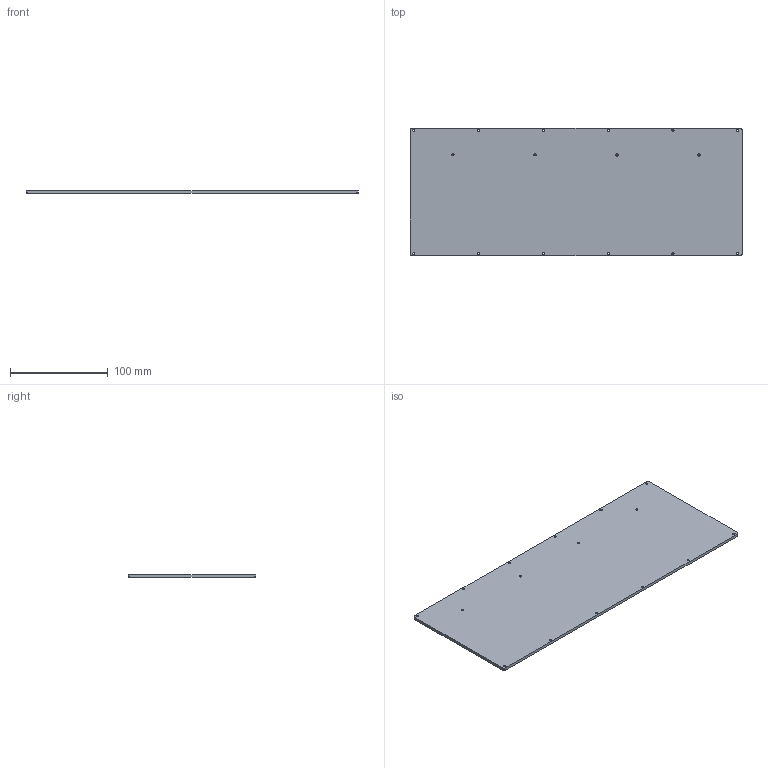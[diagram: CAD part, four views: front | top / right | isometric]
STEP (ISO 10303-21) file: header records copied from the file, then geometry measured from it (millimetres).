
FILE_DESCRIPTION(/* description */ (''),/* implementation_level */ '2;1');
FILE_NAME(/* name */ 'rear_plate.stp',/* time_stamp */ '2024-09-25T20:16:06-04:00',/* author */ ('Moe'),/* organization */ (''),/* preprocessor_version */ 'ST-DEVELOPER v20',/* originating_system */ 'Autodesk Inventor 2024',/* authorisation */ '');
FILE_SCHEMA (('AUTOMOTIVE_DESIGN { 1 0 10303 214 3 1 1 }'));
Length unit declared in the file: millimetre
Products named in the file (1): rear_plate
Bounding box: 340 x 131 x 3 mm (x, y, z)
Volume: 133427.1 mm3; surface area: 92098.8 mm2
Topology: 1 solids, 1 shells, 66 faces, 192 edges, 129 vertices
Faces by surface type: plane 50, cylinder 16
Full cylindrical faces by diameter (mm): 2.2 x16
Entity records: 2295 total; most frequent: CARTESIAN_POINT 388, ORIENTED_EDGE 384, DIRECTION 358, EDGE_CURVE 192, LINE 160, VECTOR 160, VERTEX_POINT 128, AXIS2_PLACEMENT_3D 99
